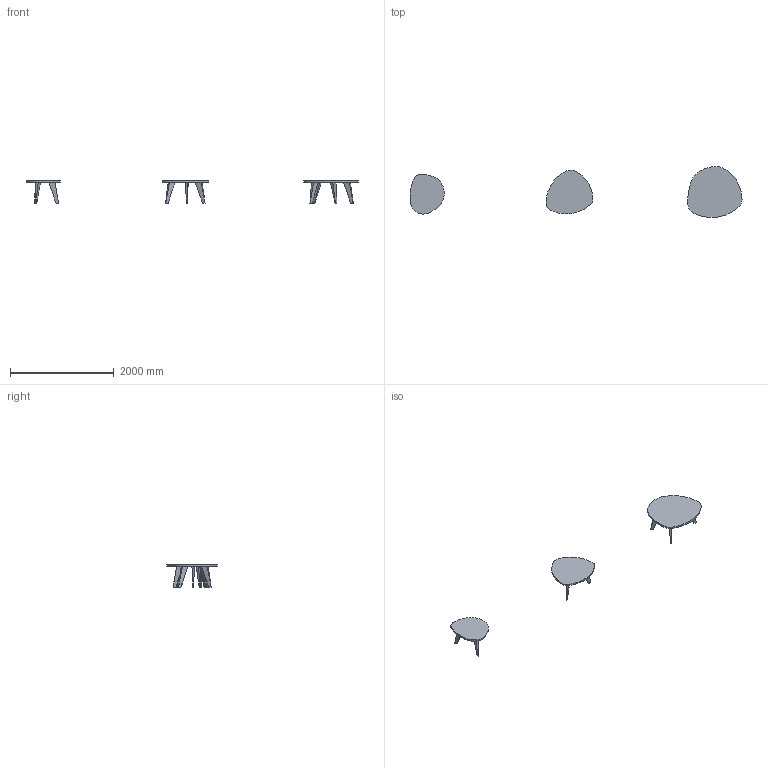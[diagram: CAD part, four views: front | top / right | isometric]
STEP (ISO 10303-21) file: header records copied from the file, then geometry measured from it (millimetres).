
FILE_DESCRIPTION(/* description */ (''),/* implementation_level */ '2;1');
FILE_NAME(/* name */ 'tav. 40 - 41 - 42 h. 43',/* time_stamp */ '2013-07-16T12:32:36+02:00',/* author */ (''),/* organization */ (''),/* preprocessor_version */ 'ST-DEVELOPER v10',/* originating_system */ '',/* authorisation */ '');
FILE_SCHEMA (('CONFIG_CONTROL_DESIGN'));
Length unit declared in the file: millimetre
Products named in the file (1): 1
Bounding box: 6393.28 x 981.43 x 430 mm (x, y, z)
Volume: 64985757.5 mm3; surface area: 5114181.4 mm2
Topology: 23 solids, 23 shells, 142 faces, 258 edges, 172 vertices
Faces by surface type: bspline 142
Entity records: 4640 total; most frequent: CARTESIAN_POINT 2850, ORIENTED_EDGE 516, EDGE_CURVE 258, VERTEX_POINT 172, B_SPLINE_CURVE_WITH_KNOTS 166, EDGE_LOOP 152, ADVANCED_FACE 142, FACE_OUTER_BOUND 142
